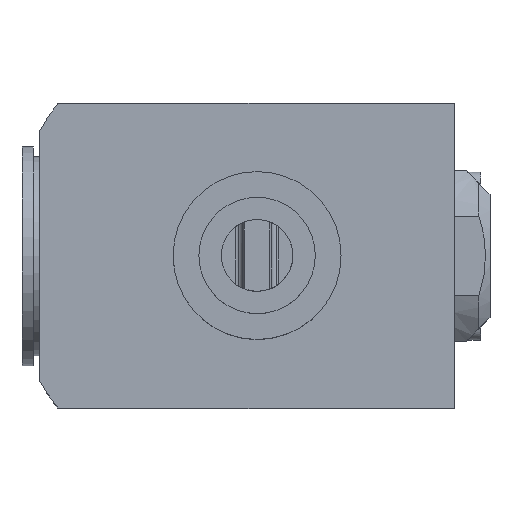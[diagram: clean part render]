
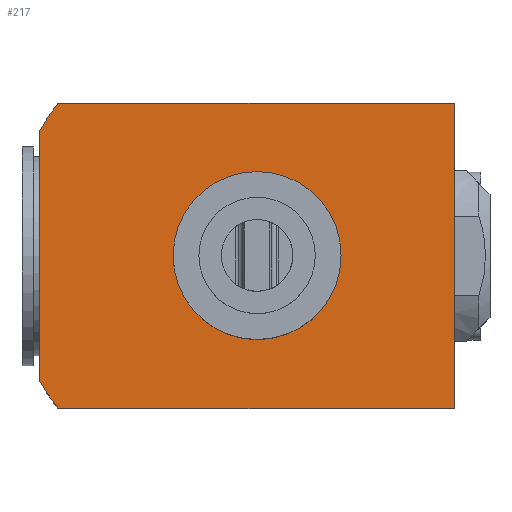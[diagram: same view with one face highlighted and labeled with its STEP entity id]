
A CAD part, top view. The second image highlights one B-rep face of the part: STEP entity #217.
In plain terms, the highlighted planar face has unit normal (0, 0, 1).
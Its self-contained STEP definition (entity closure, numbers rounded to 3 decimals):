
#53=CIRCLE('',#1506,112.);
#67=CIRCLE('',#1535,112.);
#68=CIRCLE('',#1536,37.5);
#217=ADVANCED_FACE('',(#327,#328),#291,.T.);
#291=PLANE('',#1537);
#327=FACE_BOUND('',#398,.T.);
#328=FACE_BOUND('',#399,.T.);
#398=EDGE_LOOP('',(#648,#649,#650,#651,#652,#653));
#399=EDGE_LOOP('',(#654));
#648=ORIENTED_EDGE('',*,*,#1145,.T.);
#649=ORIENTED_EDGE('',*,*,#1150,.T.);
#650=ORIENTED_EDGE('',*,*,#1151,.F.);
#651=ORIENTED_EDGE('',*,*,#1116,.T.);
#652=ORIENTED_EDGE('',*,*,#1152,.F.);
#653=ORIENTED_EDGE('',*,*,#1054,.T.);
#654=ORIENTED_EDGE('',*,*,#1153,.F.);
#917=VERTEX_POINT('',#2121);
#918=VERTEX_POINT('',#2123);
#967=VERTEX_POINT('',#2248);
#969=VERTEX_POINT('',#2252);
#988=VERTEX_POINT('',#2318);
#993=VERTEX_POINT('',#2332);
#994=VERTEX_POINT('',#2336);
#1054=EDGE_CURVE('',#918,#917,#1242,.T.);
#1116=EDGE_CURVE('',#967,#969,#53,.T.);
#1145=EDGE_CURVE('',#917,#988,#1302,.T.);
#1150=EDGE_CURVE('',#988,#993,#67,.T.);
#1151=EDGE_CURVE('',#967,#993,#1304,.T.);
#1152=EDGE_CURVE('',#918,#969,#1305,.T.);
#1153=EDGE_CURVE('',#994,#994,#68,.T.);
#1242=LINE('',#2122,#1352);
#1302=LINE('',#2319,#1412);
#1304=LINE('',#2333,#1414);
#1305=LINE('',#2334,#1415);
#1352=VECTOR('',#1659,1.);
#1412=VECTOR('',#1827,1.);
#1414=VECTOR('',#1843,1.);
#1415=VECTOR('',#1844,1.);
#1506=AXIS2_PLACEMENT_3D('',#2253,#1765,#1766);
#1535=AXIS2_PLACEMENT_3D('',#2331,#1841,#1842);
#1536=AXIS2_PLACEMENT_3D('',#2335,#1845,#1846);
#1537=AXIS2_PLACEMENT_3D('',#2337,#1847,#1848);
#1659=DIRECTION('',(0.,1.,0.));
#1765=DIRECTION('',(0.,0.,1.));
#1766=DIRECTION('',(1.,0.,0.));
#1827=DIRECTION('',(-1.,0.,0.));
#1841=DIRECTION('',(0.,0.,1.));
#1842=DIRECTION('',(1.,0.,0.));
#1843=DIRECTION('',(0.,1.,0.));
#1844=DIRECTION('',(-1.,0.,0.));
#1845=DIRECTION('',(0.,0.,1.));
#1846=DIRECTION('',(1.,0.,0.));
#1847=DIRECTION('',(0.,0.,1.));
#1848=DIRECTION('',(1.,0.,0.));
#2121=CARTESIAN_POINT('',(88.,68.,0.));
#2122=CARTESIAN_POINT('',(88.,-68.,0.));
#2123=CARTESIAN_POINT('',(88.,-68.,0.));
#2248=CARTESIAN_POINT('',(-97.,-55.991,0.));
#2252=CARTESIAN_POINT('',(-88.994,-68.,0.));
#2253=CARTESIAN_POINT('',(0.,0.,0.));
#2318=CARTESIAN_POINT('',(-88.994,68.,0.));
#2319=CARTESIAN_POINT('',(88.,68.,0.));
#2331=CARTESIAN_POINT('',(0.,0.,0.));
#2332=CARTESIAN_POINT('',(-97.,55.991,0.));
#2333=CARTESIAN_POINT('',(-97.,-68.,0.));
#2334=CARTESIAN_POINT('',(88.,-68.,0.));
#2335=CARTESIAN_POINT('',(0.,0.,
0.));
#2336=CARTESIAN_POINT('',(37.5,0.,0.));
#2337=CARTESIAN_POINT('',(88.,-68.,0.));
